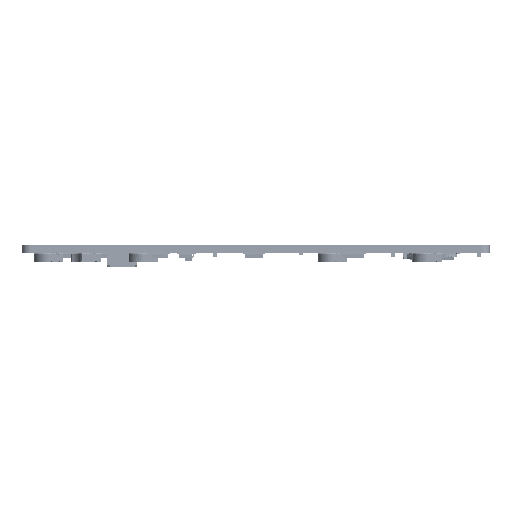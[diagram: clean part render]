
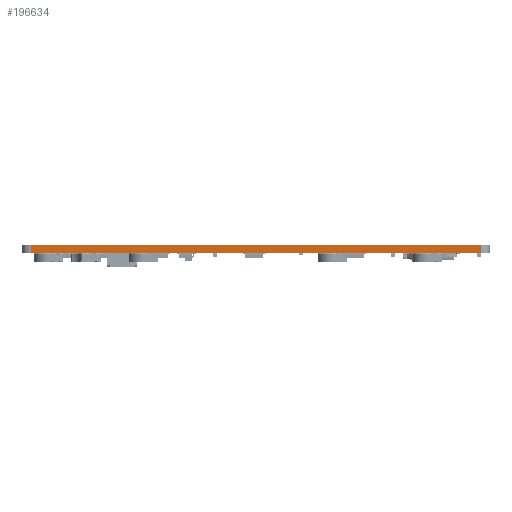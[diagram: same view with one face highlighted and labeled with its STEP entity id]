
A CAD part, left-side view. The second image highlights one B-rep face of the part: STEP entity #196634.
In plain terms, the highlighted planar face has unit normal (-1, 0, 0).
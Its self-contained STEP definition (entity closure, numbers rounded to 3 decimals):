
#173151 = PLANE('',#173152);
#173152 = AXIS2_PLACEMENT_3D('',#173153,#173154,#173155);
#173153 = CARTESIAN_POINT('',(171.9,-121.9,1.6));
#173154 = DIRECTION('',(-0.,-0.,-1.));
#173155 = DIRECTION('',(-1.,0.,0.));
#173205 = PLANE('',#173206);
#173206 = AXIS2_PLACEMENT_3D('',#173207,#173208,#173209);
#173207 = CARTESIAN_POINT('',(171.9,-121.9,0.));
#173208 = DIRECTION('',(-0.,-0.,-1.));
#173209 = DIRECTION('',(-1.,0.,0.));
#173418 = VERTEX_POINT('',#173419);
#173419 = CARTESIAN_POINT('',(29.5,-167.2,0.));
#173438 = CYLINDRICAL_SURFACE('',#173439,1.8);
#173439 = AXIS2_PLACEMENT_3D('',#173440,#173441,#173442);
#173440 = CARTESIAN_POINT('',(31.3,-167.2,0.));
#173441 = DIRECTION('',(-0.,-0.,-1.));
#173442 = DIRECTION('',(1.,0.,-0.));
#173450 = EDGE_CURVE('',#173418,#173451,#173453,.T.);
#173451 = VERTEX_POINT('',#173452);
#173452 = CARTESIAN_POINT('',(29.5,-76.6,0.));
#173453 = SURFACE_CURVE('',#173454,(#173458,#173465),.PCURVE_S1.);
#173454 = LINE('',#173455,#173456);
#173455 = CARTESIAN_POINT('',(29.5,-167.2,0.));
#173456 = VECTOR('',#173457,1.);
#173457 = DIRECTION('',(0.,1.,0.));
#173458 = PCURVE('',#173205,#173459);
#173459 = DEFINITIONAL_REPRESENTATION('',(#173460),#173464);
#173460 = LINE('',#173461,#173462);
#173461 = CARTESIAN_POINT('',(142.4,-45.3));
#173462 = VECTOR('',#173463,1.);
#173463 = DIRECTION('',(0.,1.));
#173464 = ( GEOMETRIC_REPRESENTATION_CONTEXT(2) 
PARAMETRIC_REPRESENTATION_CONTEXT() REPRESENTATION_CONTEXT('2D SPACE',''
  ) );
#173465 = PCURVE('',#173466,#173471);
#173466 = PLANE('',#173467);
#173467 = AXIS2_PLACEMENT_3D('',#173468,#173469,#173470);
#173468 = CARTESIAN_POINT('',(29.5,-167.2,0.));
#173469 = DIRECTION('',(-1.,0.,0.));
#173470 = DIRECTION('',(0.,1.,0.));
#173471 = DEFINITIONAL_REPRESENTATION('',(#173472),#173476);
#173472 = LINE('',#173473,#173474);
#173473 = CARTESIAN_POINT('',(0.,0.));
#173474 = VECTOR('',#173475,1.);
#173475 = DIRECTION('',(1.,0.));
#173476 = ( GEOMETRIC_REPRESENTATION_CONTEXT(2) 
PARAMETRIC_REPRESENTATION_CONTEXT() REPRESENTATION_CONTEXT('2D SPACE',''
  ) );
#173499 = CYLINDRICAL_SURFACE('',#173500,1.8);
#173500 = AXIS2_PLACEMENT_3D('',#173501,#173502,#173503);
#173501 = CARTESIAN_POINT('',(31.3,-76.6,0.));
#173502 = DIRECTION('',(-0.,-0.,-1.));
#173503 = DIRECTION('',(1.,0.,-0.));
#185877 = VERTEX_POINT('',#185878);
#185878 = CARTESIAN_POINT('',(29.5,-167.2,1.6));
#185904 = EDGE_CURVE('',#185877,#185905,#185907,.T.);
#185905 = VERTEX_POINT('',#185906);
#185906 = CARTESIAN_POINT('',(29.5,-76.6,1.6));
#185907 = SURFACE_CURVE('',#185908,(#185912,#185919),.PCURVE_S1.);
#185908 = LINE('',#185909,#185910);
#185909 = CARTESIAN_POINT('',(29.5,-167.2,1.6));
#185910 = VECTOR('',#185911,1.);
#185911 = DIRECTION('',(0.,1.,0.));
#185912 = PCURVE('',#173151,#185913);
#185913 = DEFINITIONAL_REPRESENTATION('',(#185914),#185918);
#185914 = LINE('',#185915,#185916);
#185915 = CARTESIAN_POINT('',(142.4,-45.3));
#185916 = VECTOR('',#185917,1.);
#185917 = DIRECTION('',(0.,1.));
#185918 = ( GEOMETRIC_REPRESENTATION_CONTEXT(2) 
PARAMETRIC_REPRESENTATION_CONTEXT() REPRESENTATION_CONTEXT('2D SPACE',''
  ) );
#185919 = PCURVE('',#173466,#185920);
#185920 = DEFINITIONAL_REPRESENTATION('',(#185921),#185925);
#185921 = LINE('',#185922,#185923);
#185922 = CARTESIAN_POINT('',(0.,-1.6));
#185923 = VECTOR('',#185924,1.);
#185924 = DIRECTION('',(1.,0.));
#185925 = ( GEOMETRIC_REPRESENTATION_CONTEXT(2) 
PARAMETRIC_REPRESENTATION_CONTEXT() REPRESENTATION_CONTEXT('2D SPACE',''
  ) );
#196586 = EDGE_CURVE('',#173451,#185905,#196587,.T.);
#196587 = SURFACE_CURVE('',#196588,(#196592,#196599),.PCURVE_S1.);
#196588 = LINE('',#196589,#196590);
#196589 = CARTESIAN_POINT('',(29.5,-76.6,0.));
#196590 = VECTOR('',#196591,1.);
#196591 = DIRECTION('',(0.,0.,1.));
#196592 = PCURVE('',#173499,#196593);
#196593 = DEFINITIONAL_REPRESENTATION('',(#196594),#196598);
#196594 = LINE('',#196595,#196596);
#196595 = CARTESIAN_POINT('',(-3.142,0.));
#196596 = VECTOR('',#196597,1.);
#196597 = DIRECTION('',(-0.,-1.));
#196598 = ( GEOMETRIC_REPRESENTATION_CONTEXT(2) 
PARAMETRIC_REPRESENTATION_CONTEXT() REPRESENTATION_CONTEXT('2D SPACE',''
  ) );
#196599 = PCURVE('',#173466,#196600);
#196600 = DEFINITIONAL_REPRESENTATION('',(#196601),#196605);
#196601 = LINE('',#196602,#196603);
#196602 = CARTESIAN_POINT('',(90.6,0.));
#196603 = VECTOR('',#196604,1.);
#196604 = DIRECTION('',(0.,-1.));
#196605 = ( GEOMETRIC_REPRESENTATION_CONTEXT(2) 
PARAMETRIC_REPRESENTATION_CONTEXT() REPRESENTATION_CONTEXT('2D SPACE',''
  ) );
#196611 = EDGE_CURVE('',#173418,#185877,#196612,.T.);
#196612 = SURFACE_CURVE('',#196613,(#196617,#196624),.PCURVE_S1.);
#196613 = LINE('',#196614,#196615);
#196614 = CARTESIAN_POINT('',(29.5,-167.2,0.));
#196615 = VECTOR('',#196616,1.);
#196616 = DIRECTION('',(0.,0.,1.));
#196617 = PCURVE('',#173438,#196618);
#196618 = DEFINITIONAL_REPRESENTATION('',(#196619),#196623);
#196619 = LINE('',#196620,#196621);
#196620 = CARTESIAN_POINT('',(-3.142,0.));
#196621 = VECTOR('',#196622,1.);
#196622 = DIRECTION('',(-0.,-1.));
#196623 = ( GEOMETRIC_REPRESENTATION_CONTEXT(2) 
PARAMETRIC_REPRESENTATION_CONTEXT() REPRESENTATION_CONTEXT('2D SPACE',''
  ) );
#196624 = PCURVE('',#173466,#196625);
#196625 = DEFINITIONAL_REPRESENTATION('',(#196626),#196630);
#196626 = LINE('',#196627,#196628);
#196627 = CARTESIAN_POINT('',(0.,0.));
#196628 = VECTOR('',#196629,1.);
#196629 = DIRECTION('',(0.,-1.));
#196630 = ( GEOMETRIC_REPRESENTATION_CONTEXT(2) 
PARAMETRIC_REPRESENTATION_CONTEXT() REPRESENTATION_CONTEXT('2D SPACE',''
  ) );
#196634 = ADVANCED_FACE('',(#196635),#173466,.T.);
#196635 = FACE_BOUND('',#196636,.T.);
#196636 = EDGE_LOOP('',(#196637,#196638,#196639,#196640));
#196637 = ORIENTED_EDGE('',*,*,#196611,.T.);
#196638 = ORIENTED_EDGE('',*,*,#185904,.T.);
#196639 = ORIENTED_EDGE('',*,*,#196586,.F.);
#196640 = ORIENTED_EDGE('',*,*,#173450,.F.);
